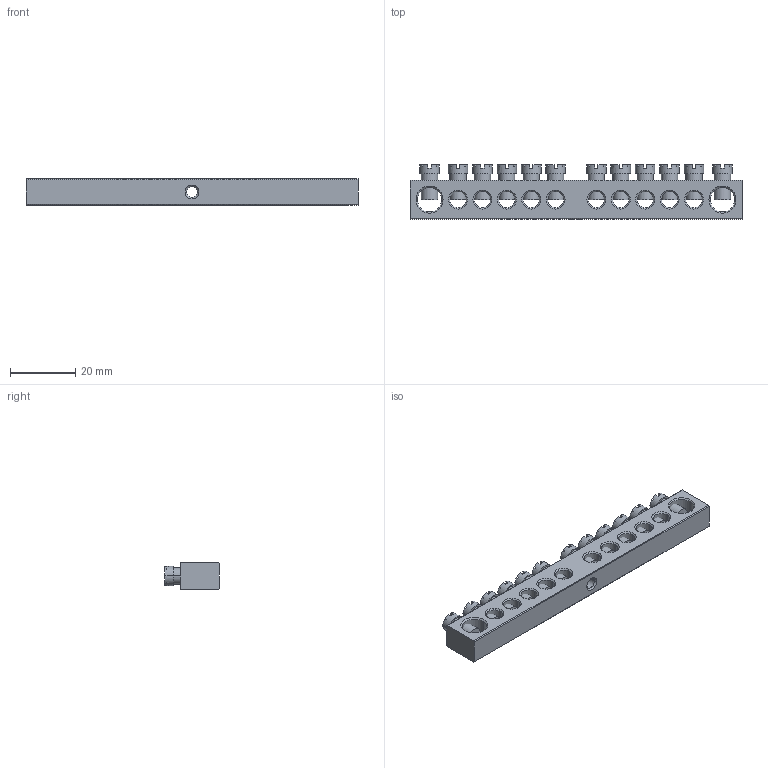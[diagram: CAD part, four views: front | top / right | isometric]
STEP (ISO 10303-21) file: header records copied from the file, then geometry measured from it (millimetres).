
FILE_DESCRIPTION (( 'STEP AP214' ), '1' );
FILE_NAME ('YNN20-12-100 Øèíà PEN çåìëÿ-íîëü 8õ12ìì 12_1 (12ãðóïïû_êðåï ïî öåíòð) ÈÝÊ.STEP', '2016-08-24T13:16:14', ( 'user' ), ( '' ), 'SwSTEP 2.0', 'SolidWorks 2014', '' );
FILE_SCHEMA (( 'AUTOMOTIVE_DESIGN' ));
Length unit declared in the file: millimetre
Products named in the file (3): YNN20-12-100 Øèíà PEN çåìëÿ-íîëü 8õ12ìì 12_1 (12ãðóïïû_êðåï ïî öåíòð) ÈÝÊ; Øèíà ÂõÍ n-1_8å12 12-1; Âèíò_Œ5
Assembly tree (13 placements, depth 2):
  YNN20-12-100 Øèíà PEN çåìëÿ-íîëü 8õ12ìì 12_1 (12ãðóïïû_êðåï ïî öåíòð) ÈÝÊ
    Øèíà ÂõÍ n-1_8å12 12-1
    Âèíò_Œ5  x12
Bounding box: 102 x 16.7 x 8 mm (x, y, z)
Volume: 9373 mm3; surface area: 8467.4 mm2
Topology: 13 solids, 13 shells, 616 faces, 1622 edges, 1044 vertices
Faces by surface type: plane 418, cone 100, cylinder 98
Entity records: 6500 total; most frequent: CARTESIAN_POINT 1701, DIRECTION 962, ORIENTED_EDGE 864, EDGE_CURVE 432, AXIS2_PLACEMENT_3D 380, VERTEX_POINT 263, EDGE_LOOP 229, VECTOR 202
